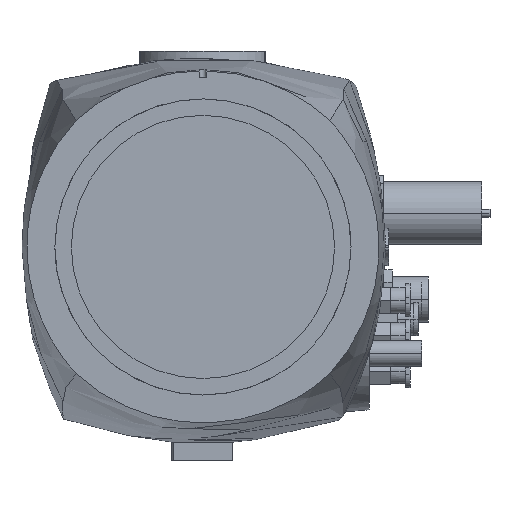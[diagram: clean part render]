
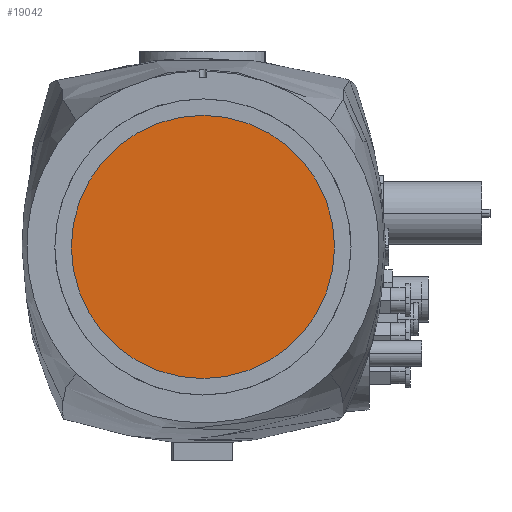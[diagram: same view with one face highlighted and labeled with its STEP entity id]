
A CAD part, left-side view. The second image highlights one B-rep face of the part: STEP entity #19042.
In plain terms, the highlighted planar face has unit normal (-1, 0, 0).
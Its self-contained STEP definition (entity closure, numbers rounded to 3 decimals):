
#18707=CARTESIAN_POINT('Vertex',(442.,-950.,0.)) ;
#18710=CARTESIAN_POINT('Axis2P3D Location',(442.,-995.,0.)) ;
#18714=CARTESIAN_POINT('Vertex',(442.,-1040.,0.)) ;
#18729=CARTESIAN_POINT('Axis2P3D Location',(442.,-995.,0.)) ;
#19033=CARTESIAN_POINT('Axis2P3D Location',(442.,0.,0.)) ;
#18711=DIRECTION('Axis2P3D Direction',(-1.,0.,0.)) ;
#18730=DIRECTION('Axis2P3D Direction',(-1.,0.,0.)) ;
#19034=DIRECTION('Axis2P3D Direction',(-1.,0.,0.)) ;
#19035=DIRECTION('Axis2P3D XDirection',(0.,-1.,0.)) ;
#18712=AXIS2_PLACEMENT_3D('Circle Axis2P3D',#18710,#18711,$) ;
#18731=AXIS2_PLACEMENT_3D('Circle Axis2P3D',#18729,#18730,$) ;
#19036=AXIS2_PLACEMENT_3D('Plane Axis2P3D',#19033,#19034,#19035) ;
#19039=ORIENTED_EDGE('',*,*,#18716,.T.) ;
#19040=ORIENTED_EDGE('',*,*,#18733,.T.) ;
#19042=ADVANCED_FACE('Axis4.1\\Part 5',(#19041),#19037,.T.) ;
#18713=CIRCLE('generated circle',#18712,45.) ;
#18732=CIRCLE('generated circle',#18731,45.) ;
#18716=EDGE_CURVE('',#18715,#18708,#18713,.T.) ;
#18733=EDGE_CURVE('',#18708,#18715,#18732,.T.) ;
#19038=EDGE_LOOP('',(#19039,#19040)) ;
#19041=FACE_OUTER_BOUND('',#19038,.T.) ;
#19037=PLANE('',#19036) ;
#18708=VERTEX_POINT('',#18707) ;
#18715=VERTEX_POINT('',#18714) ;
